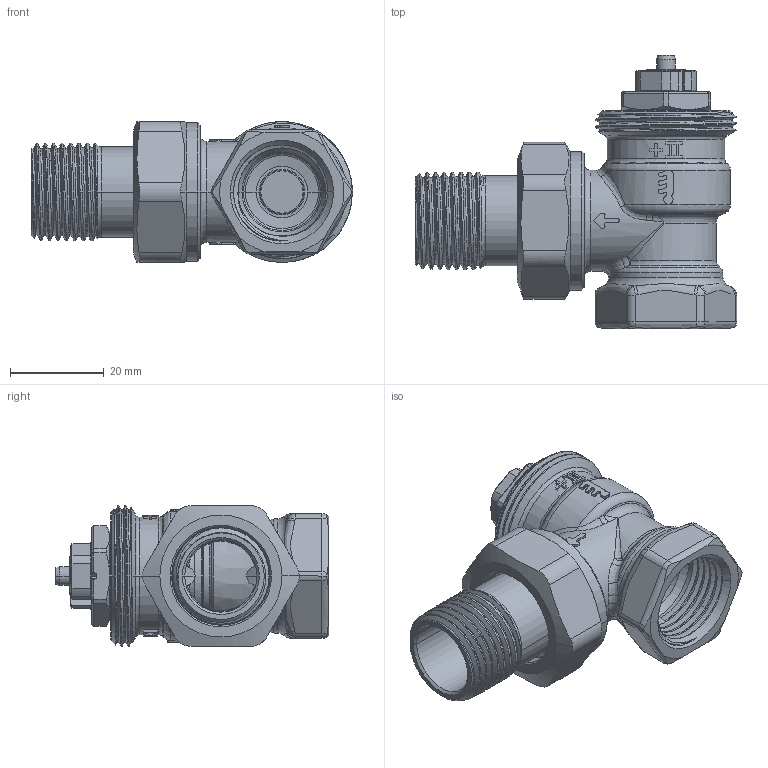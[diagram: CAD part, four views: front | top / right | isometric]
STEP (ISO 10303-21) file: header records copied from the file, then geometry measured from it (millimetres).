
FILE_DESCRIPTION((''),'2;1');
FILE_NAME('3451-02-000-O-BAU_SW0001','2014-12-12T',('marann'),(''),'PRO/ENGINEER BY PARAMETRIC TECHNOLOGY CORPORATION, 2011490','PRO/ENGINEER BY PARAMETRIC TECHNOLOGY CORPORATION, 2011490','');
FILE_SCHEMA(('CONFIG_CONTROL_DESIGN'));
Products named in the file (1): 3451-02-000-O-BAU_SW0001
Bounding box: 68.55 x 58.3 x 30 mm (x, y, z)
Volume: 24838.6 mm3; surface area: 24187.8 mm2
Topology: 1 solids, 1 shells, 1530 faces, 4024 edges, 2552 vertices
Faces by surface type: plane 758, cylinder 299, cone 174, bspline 159, torus 114, sphere 26
Entity records: 67530 total; most frequent: CARTESIAN_POINT 32814, ORIENTED_EDGE 8042, DIRECTION 6063, EDGE_CURVE 4021, VERTEX_POINT 2552, AXIS2_PLACEMENT_3D 2245, EDGE_LOOP 1603, B_SPLINE_CURVE_WITH_KNOTS 1574
